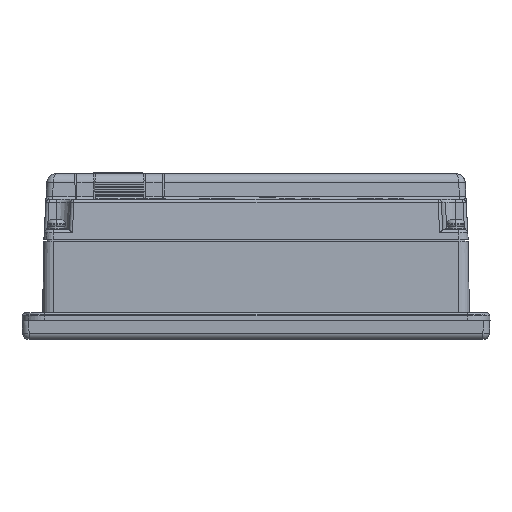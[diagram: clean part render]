
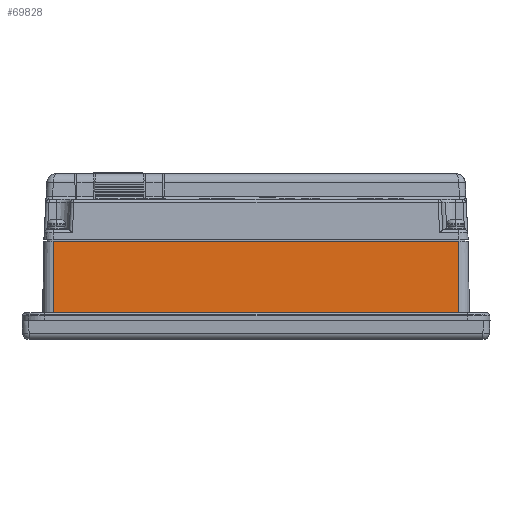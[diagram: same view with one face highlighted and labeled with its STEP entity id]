
A CAD part, left-side view. The second image highlights one B-rep face of the part: STEP entity #69828.
In plain terms, the highlighted planar face has unit normal (1, 0, -0.018).
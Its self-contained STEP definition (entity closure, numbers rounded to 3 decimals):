
#5875=VECTOR('',#79917,1.);
#5882=VECTOR('',#79941,1.);
#5883=VECTOR('',#79942,1.);
#5884=VECTOR('',#79943,1.);
#12992=LINE('',#95933,#5875);
#12999=LINE('',#95963,#5882);
#13000=LINE('',#95965,#5883);
#13001=LINE('',#95967,#5884);
#20097=VERTEX_POINT('',#95934);
#20098=VERTEX_POINT('',#95935);
#20111=VERTEX_POINT('',#95964);
#20112=VERTEX_POINT('',#95966);
#27779=EDGE_CURVE('',#20097,#20098,#12992,.F.);
#27794=EDGE_CURVE('',#20111,#20098,#12999,.T.);
#27795=EDGE_CURVE('',#20112,#20111,#13000,.T.);
#27796=EDGE_CURVE('',#20097,#20112,#13001,.F.);
#39056=ORIENTED_EDGE('',*,*,#27779,.T.);
#39057=ORIENTED_EDGE('',*,*,#27794,.F.);
#39058=ORIENTED_EDGE('',*,*,#27795,.F.);
#39059=ORIENTED_EDGE('',*,*,#27796,.F.);
#60808=EDGE_LOOP('',(#39056,#39057,#39058,#39059));
#65325=FACE_BOUND('',#60808,.T.);
#69828=ADVANCED_FACE('',(#65325),#358535,.T.);
#74060=AXIS2_PLACEMENT_3D('',#95962,#79940,$);
#79917=DIRECTION('',(0.,1.,0.));
#79940=DIRECTION('',(1.,0.,-0.017));
#79941=DIRECTION('',(0.017,0.,1.));
#79942=DIRECTION('',(0.,-1.,0.));
#79943=DIRECTION('',(0.017,0.,1.));
#95933=CARTESIAN_POINT('',(-85.326,0.,8.55));
#95934=CARTESIAN_POINT('',(-85.326,62.5,8.55));
#95935=CARTESIAN_POINT('',(-85.326,-62.5,8.55));
#95962=CARTESIAN_POINT('',(-85.558,0.,-4.7));
#95963=CARTESIAN_POINT('',(-85.558,-62.5,-4.7));
#95964=CARTESIAN_POINT('',(-85.789,-62.5,-17.95));
#95965=CARTESIAN_POINT('',(-85.789,0.,-17.95));
#95966=CARTESIAN_POINT('',(-85.789,62.5,-17.95));
#95967=CARTESIAN_POINT('',(-85.558,62.5,-4.7));
#358535=PLANE('',#74060);
